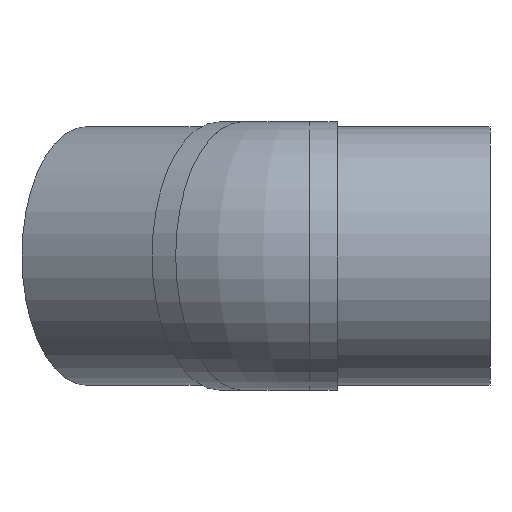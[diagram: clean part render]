
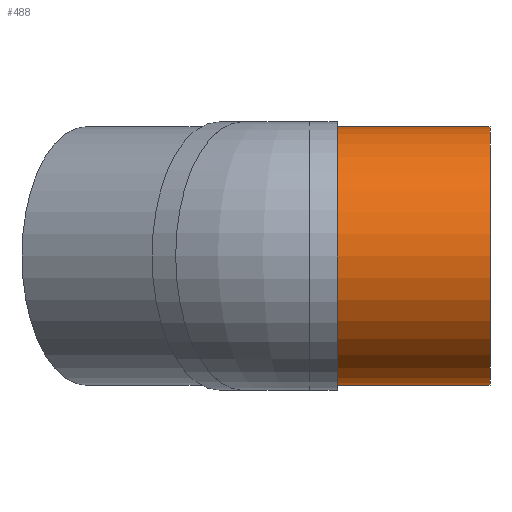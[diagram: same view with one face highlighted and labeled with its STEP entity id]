
A CAD part, left-side view. The second image highlights one B-rep face of the part: STEP entity #488.
In plain terms, the highlighted cylindrical face has radius 112.5 mm (diameter 225 mm), a full revolution.
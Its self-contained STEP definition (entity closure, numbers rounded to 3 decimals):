
#447=CARTESIAN_POINT('',(112.5,-55.,0.));
#448=VERTEX_POINT('',#447);
#449=CARTESIAN_POINT('',(0.,-55.,0.));
#450=DIRECTION('',(0.,-1.,0.));
#451=DIRECTION('',(1.,0.,0.));
#452=AXIS2_PLACEMENT_3D('',#449,#450,#451);
#453=CIRCLE('',#452,112.5);
#454=EDGE_CURVE('',#448,#448,#453,.T.);
#464=CARTESIAN_POINT('',(112.5,-188.,0.));
#465=VERTEX_POINT('',#464);
#466=CARTESIAN_POINT('',(0.,-188.,0.));
#467=DIRECTION('',(0.,-1.,0.));
#468=DIRECTION('',(1.,0.,0.));
#469=AXIS2_PLACEMENT_3D('',#466,#467,#468);
#470=CIRCLE('',#469,112.5);
#471=EDGE_CURVE('',#465,#465,#470,.T.);
#472=ORIENTED_EDGE('',*,*,#471,.F.);
#473=CARTESIAN_POINT('',(112.5,-121.5,0.));
#474=DIRECTION('',(0.,-1.,0.));
#475=VECTOR('',#474,112.5);
#476=LINE('',#473,#475);
#477=EDGE_CURVE('',#448,#465,#476,.T.);
#478=ORIENTED_EDGE('',*,*,#477,.F.);
#479=ORIENTED_EDGE('',*,*,#454,.T.);
#480=ORIENTED_EDGE('',*,*,#477,.T.);
#481=EDGE_LOOP('',(#472,#478,#479,#480));
#482=FACE_OUTER_BOUND('',#481,.T.);
#483=CARTESIAN_POINT('',(0.,-121.5,0.));
#484=DIRECTION('',(0.,-1.,0.));
#485=DIRECTION('',(1.,0.,0.));
#486=AXIS2_PLACEMENT_3D('',#483,#484,#485);
#487=CYLINDRICAL_SURFACE('',#486,112.5);
#488=ADVANCED_FACE('',(#482),#487,.T.);
